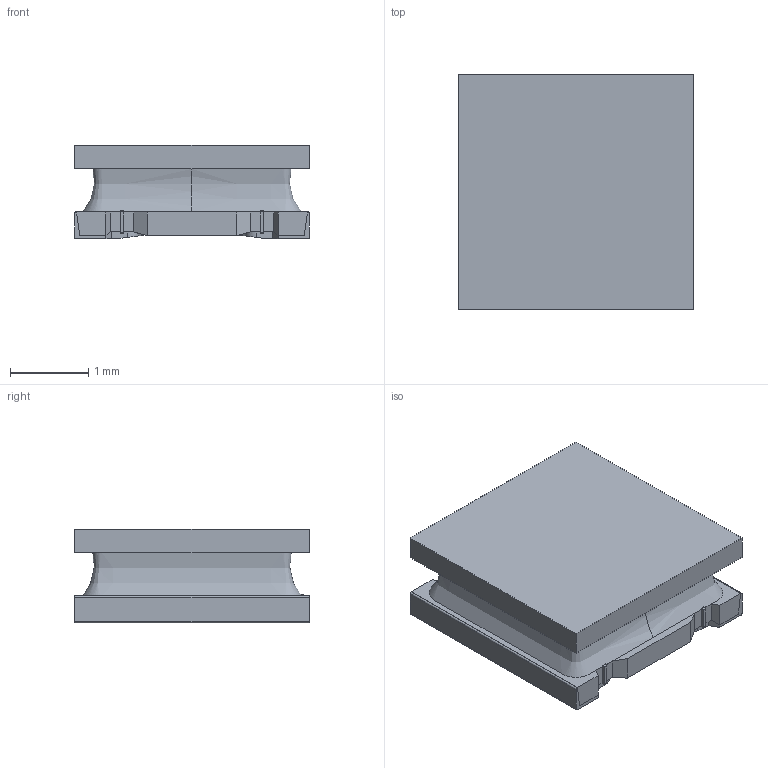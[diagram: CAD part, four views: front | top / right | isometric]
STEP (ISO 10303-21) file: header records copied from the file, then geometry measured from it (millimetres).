
FILE_DESCRIPTION(('FreeCAD Model'),'2;1');
FILE_NAME( 'LQH3NPN330MJRL.step', '2021-03-23T19:11:25',('kicad StepUp'),('ksu MCAD'), 'Open CASCADE STEP processor 7.2','FreeCAD','Unknown');
FILE_SCHEMA(('AUTOMOTIVE_DESIGN { 1 0 10303 214 1 1 1 1 }'));
Length unit declared in the file: millimetre
Products named in the file (1): LQH3NPN330MJRL
Bounding box: 3 x 3 x 1.2 mm (x, y, z)
Volume: 9.2 mm3; surface area: 76.9 mm2
Topology: 7 solids, 7 shells, 102 faces, 260 edges, 172 vertices
Faces by surface type: plane 84, cylinder 16, bspline 2
Entity records: 3928 total; most frequent: CARTESIAN_POINT 1444, ORIENTED_EDGE 520, DIRECTION 459, EDGE_CURVE 260, LINE 209, VECTOR 209, VERTEX_POINT 172, AXIS2_PLACEMENT_3D 125
